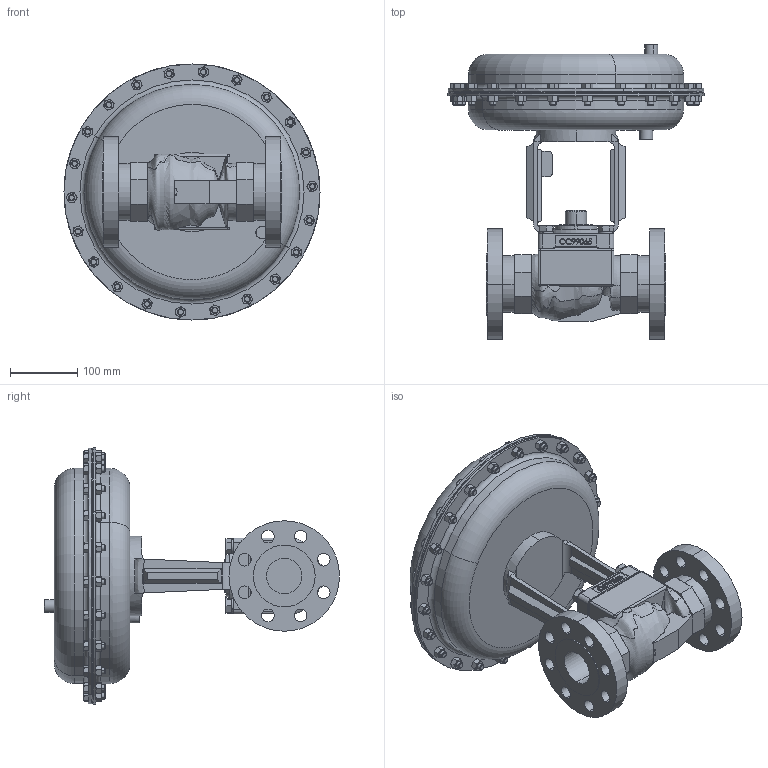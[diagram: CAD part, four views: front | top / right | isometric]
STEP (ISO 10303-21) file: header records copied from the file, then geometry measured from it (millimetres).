
FILE_DESCRIPTION (( 'STEP AP203' ), '1' );
FILE_NAME ('78-200-BR+CS+S6-I3-85M.step', '2017-09-25T13:16:06', ( '' ), ( '' ), 'SwSTEP 2.0', 'SolidWorks 2014', '' );
FILE_SCHEMA (( 'CONFIG_CONTROL_DESIGN' ));
Length unit declared in the file: inch
Products named in the file (1): 78-200-BR+CS+S6-I3-85M
Bounding box: 381 x 438.95 x 381 mm (x, y, z)
Volume: 12196062.1 mm3; surface area: 664353.4 mm2
Topology: 1 solids, 1 shells, 1379 faces, 3282 edges, 2008 vertices
Faces by surface type: plane 569, cone 476, cylinder 218, bspline 98, torus 10, sphere 8
Entity records: 54260 total; most frequent: CARTESIAN_POINT 24187, ORIENTED_EDGE 6560, DIRECTION 5578, EDGE_CURVE 3280, AXIS2_PLACEMENT_3D 2170, VERTEX_POINT 2008, EDGE_LOOP 1570, FACE_OUTER_BOUND 1379
